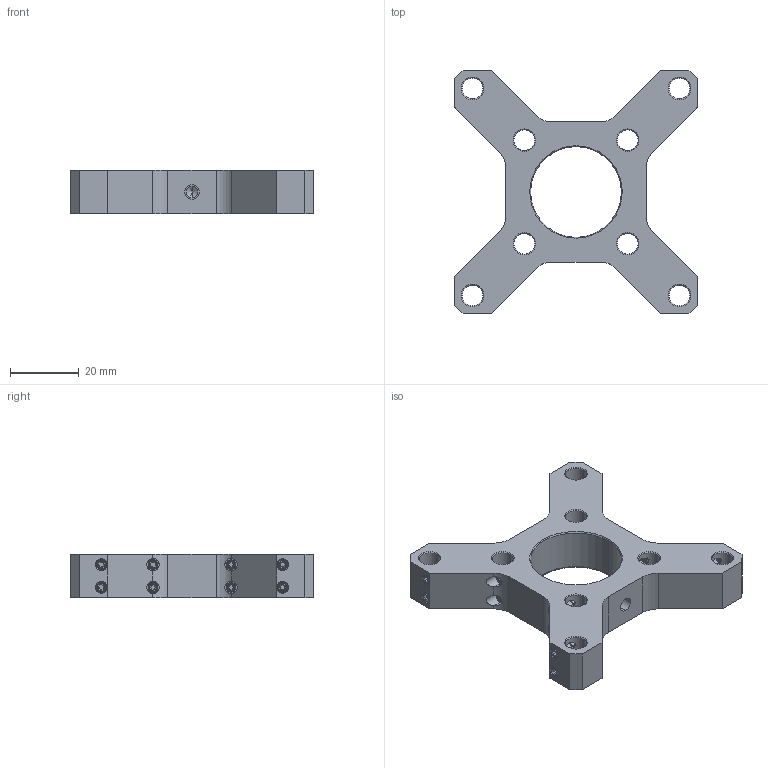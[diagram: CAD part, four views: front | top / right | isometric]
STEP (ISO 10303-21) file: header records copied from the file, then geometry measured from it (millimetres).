
FILE_DESCRIPTION (( 'STEP AP214' ), '1' );
FILE_NAME ('2869-E0W.STEP', '2016-08-26T20:23:41', ( '' ), ( '' ), 'SwSTEP 2.0', 'SolidWorks 2016', '' );
FILE_SCHEMA (( 'AUTOMOTIVE_DESIGN' ));
Length unit declared in the file: inch
Products named in the file (1): 2869-E0W
Bounding box: 70.61 x 70.61 x 12.7 mm (x, y, z)
Volume: 26532.3 mm3; surface area: 13233.8 mm2
Topology: 17 solids, 17 shells, 808 faces, 1967 edges, 1223 vertices
Faces by surface type: plane 415, cone 150, cylinder 142, bspline 101
Entity records: 36851 total; most frequent: CARTESIAN_POINT 7822, ORIENTED_EDGE 3866, DIRECTION 3467, EDGE_CURVE 1933, LINE 1267, VECTOR 1267, VERTEX_POINT 1223, AXIS2_PLACEMENT_3D 1100
